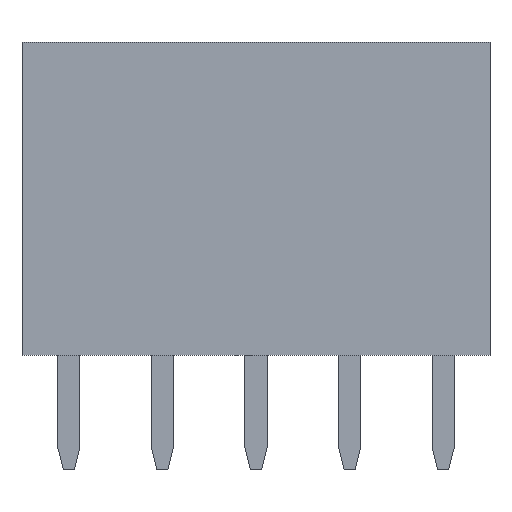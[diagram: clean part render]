
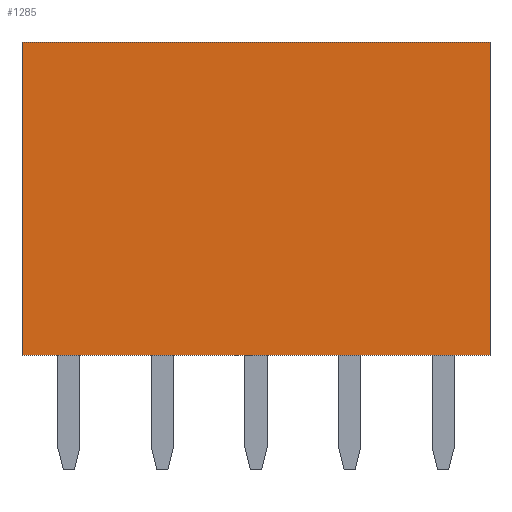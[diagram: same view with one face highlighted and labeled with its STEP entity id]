
A CAD part, left-side view. The second image highlights one B-rep face of the part: STEP entity #1285.
In plain terms, the highlighted planar face has unit normal (-1, 0, 0).
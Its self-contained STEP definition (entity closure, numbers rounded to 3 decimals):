
#62 = VERTEX_POINT('',#63);
#63 = CARTESIAN_POINT('',(-3.81,-11.43,0.));
#71 = EDGE_CURVE('',#62,#72,#74,.T.);
#72 = VERTEX_POINT('',#73);
#73 = CARTESIAN_POINT('',(-3.81,-11.43,8.5));
#74 = LINE('',#75,#76);
#75 = CARTESIAN_POINT('',(-3.81,-11.43,0.));
#76 = VECTOR('',#77,1.);
#77 = DIRECTION('',(0.,0.,1.));
#134 = VERTEX_POINT('',#135);
#135 = CARTESIAN_POINT('',(-3.81,1.27,8.5));
#141 = EDGE_CURVE('',#142,#134,#144,.T.);
#142 = VERTEX_POINT('',#143);
#143 = CARTESIAN_POINT('',(-3.81,1.27,0.));
#144 = LINE('',#145,#146);
#145 = CARTESIAN_POINT('',(-3.81,1.27,0.));
#146 = VECTOR('',#147,1.);
#147 = DIRECTION('',(0.,0.,1.));
#206 = EDGE_CURVE('',#134,#72,#207,.T.);
#207 = LINE('',#208,#209);
#208 = CARTESIAN_POINT('',(-3.81,1.27,8.5));
#209 = VECTOR('',#210,1.);
#210 = DIRECTION('',(0.,-1.,0.));
#569 = EDGE_CURVE('',#142,#62,#570,.T.);
#570 = LINE('',#571,#572);
#571 = CARTESIAN_POINT('',(-3.81,1.27,0.));
#572 = VECTOR('',#573,1.);
#573 = DIRECTION('',(0.,-1.,0.));
#1285 = ADVANCED_FACE('',(#1286),#1292,.F.);
#1286 = FACE_BOUND('',#1287,.F.);
#1287 = EDGE_LOOP('',(#1288,#1289,#1290,#1291));
#1288 = ORIENTED_EDGE('',*,*,#141,.T.);
#1289 = ORIENTED_EDGE('',*,*,#206,.T.);
#1290 = ORIENTED_EDGE('',*,*,#71,.F.);
#1291 = ORIENTED_EDGE('',*,*,#569,.F.);
#1292 = PLANE('',#1293);
#1293 = AXIS2_PLACEMENT_3D('',#1294,#1295,#1296);
#1294 = CARTESIAN_POINT('',(-3.81,1.27,0.));
#1295 = DIRECTION('',(1.,0.,0.));
#1296 = DIRECTION('',(0.,-1.,0.));
